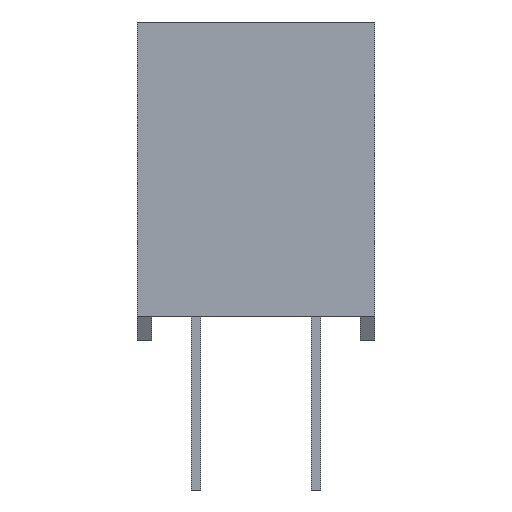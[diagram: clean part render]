
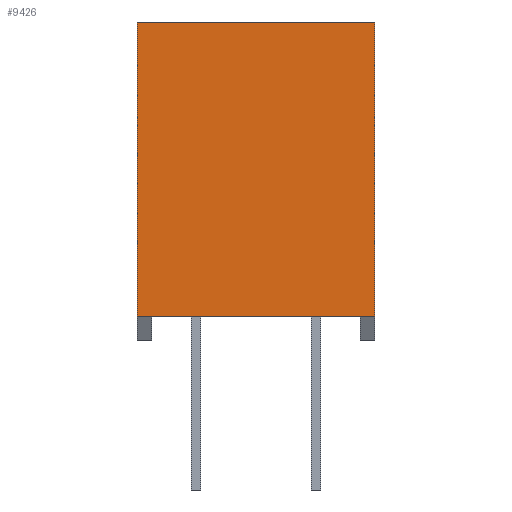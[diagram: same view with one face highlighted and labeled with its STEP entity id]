
A CAD part, left-side view. The second image highlights one B-rep face of the part: STEP entity #9426.
In plain terms, the highlighted planar face has unit normal (-1, 0, 0).
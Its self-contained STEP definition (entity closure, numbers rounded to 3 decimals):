
#278=DIRECTION('',(0.,-1.,0.));
#279=VECTOR('',#278,5.029);
#280=CARTESIAN_POINT('',(-21.59,2.515,0.));
#281=LINE('',#280,#279);
#1278=DIRECTION('',(0.,0.,1.));
#1279=VECTOR('',#1278,6.223);
#1280=CARTESIAN_POINT('',(-21.59,-2.515,0.));
#1281=LINE('',#1280,#1279);
#1590=DIRECTION('',(0.,0.,1.));
#1591=VECTOR('',#1590,6.223);
#1592=CARTESIAN_POINT('',(-21.59,2.515,0.));
#1593=LINE('',#1592,#1591);
#1814=DIRECTION('',(0.,-1.,0.));
#1815=VECTOR('',#1814,5.029);
#1816=CARTESIAN_POINT('',(-21.59,2.515,6.223));
#1817=LINE('',#1816,#1815);
#5938=CARTESIAN_POINT('',(-21.59,2.515,0.));
#5939=CARTESIAN_POINT('',(-21.59,-2.515,0.));
#5940=VERTEX_POINT('',#5938);
#5941=VERTEX_POINT('',#5939);
#5946=CARTESIAN_POINT('',(-21.59,2.515,6.223));
#5947=CARTESIAN_POINT('',(-21.59,-2.515,6.223));
#5948=VERTEX_POINT('',#5946);
#5949=VERTEX_POINT('',#5947);
#9413=CARTESIAN_POINT('',(-21.59,2.515,0.));
#9414=DIRECTION('',(-1.,0.,0.));
#9415=DIRECTION('',(0.,-1.,0.));
#9416=AXIS2_PLACEMENT_3D('',#9413,#9414,#9415);
#9417=PLANE('',#9416);
#9418=ORIENTED_EDGE('',*,*,#7969,.F.);
#9420=ORIENTED_EDGE('',*,*,#9419,.T.);
#9422=ORIENTED_EDGE('',*,*,#9421,.T.);
#9423=ORIENTED_EDGE('',*,*,#8584,.F.);
#9424=EDGE_LOOP('',(#9418,#9420,#9422,#9423));
#9425=FACE_OUTER_BOUND('',#9424,.F.);
#9426=ADVANCED_FACE('',(#9425),#9417,.T.);
#7969=EDGE_CURVE('',#5940,#5941,#281,.T.);
#8584=EDGE_CURVE('',#5941,#5949,#1281,.T.);
#9419=EDGE_CURVE('',#5940,#5948,#1593,.T.);
#9421=EDGE_CURVE('',#5948,#5949,#1817,.T.);
